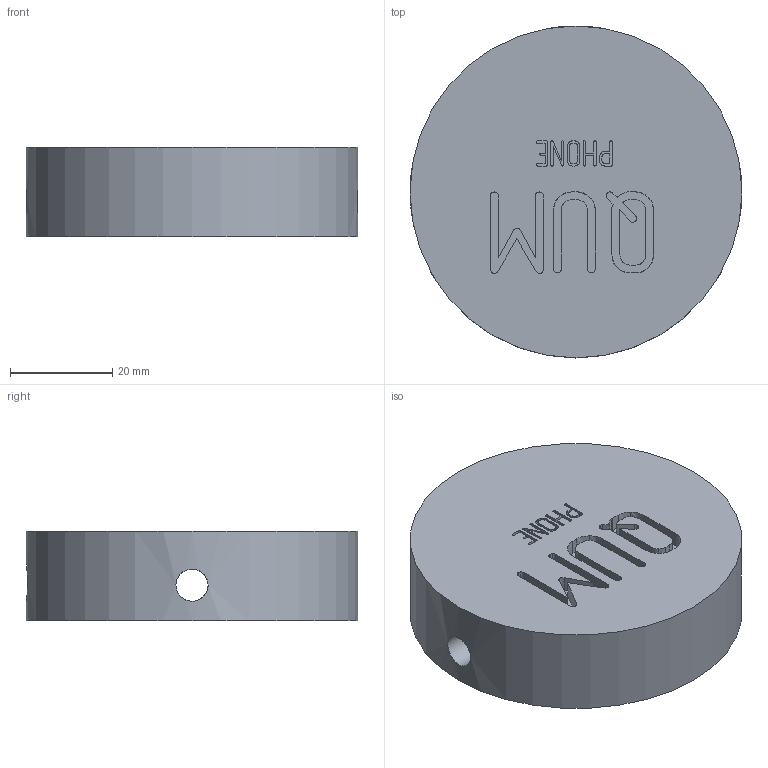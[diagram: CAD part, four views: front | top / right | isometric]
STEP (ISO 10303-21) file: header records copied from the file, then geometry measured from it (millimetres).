
FILE_DESCRIPTION(('STEP AP203'), '1');
FILE_NAME('Ear_Cups_Logo', '', ('UNSPECIFIED'), ('UNSPECIFIED'), 'C3D Converter', 'C3D Toolkit', '');
FILE_SCHEMA(('CONFIG_CONTROL_DESIGN'));
Length unit declared in the file: millimetre
Bounding box: 65 x 65 x 17.6 mm (x, y, z)
Volume: 20292.6 mm3; surface area: 15669 mm2
Topology: 1 solids, 1 shells, 279 faces, 773 edges, 513 vertices
Faces by surface type: extrusion 131, plane 116, cylinder 16, cone 12, torus 4
Full cylindrical faces by diameter (mm): 3 x4, 6 x4, 6.3 x2, 10 x2, 65 x1
Entity records: 12446 total; most frequent: CARTESIAN_POINT 3640, ORIENTED_EDGE 1518, DIRECTION 936, EDGE_CURVE 759, VECTOR 522, VERTEX_POINT 513, B_SPLINE_CURVE_WITH_KNOTS 441, LINE 391
